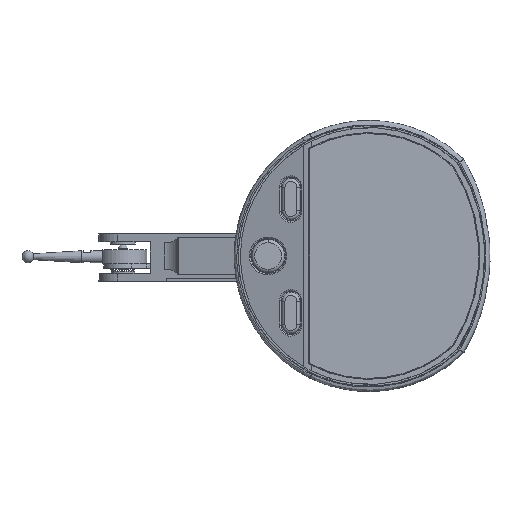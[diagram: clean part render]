
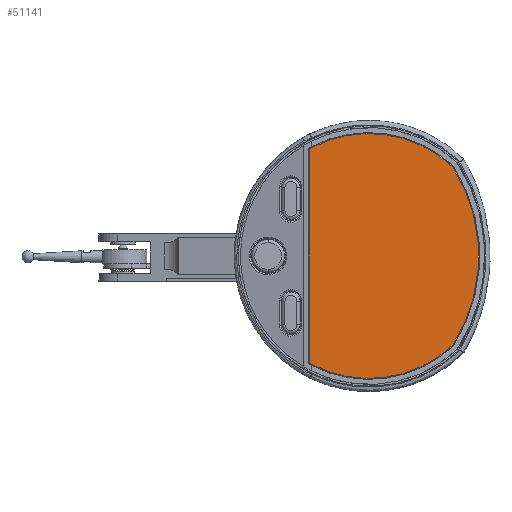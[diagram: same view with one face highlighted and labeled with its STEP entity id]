
A CAD part, front view. The second image highlights one B-rep face of the part: STEP entity #51141.
In plain terms, the highlighted planar face has unit normal (0, -1, 0).
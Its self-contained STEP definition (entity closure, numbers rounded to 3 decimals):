
#50749=CARTESIAN_POINT('',(19.3,-29.225,0.));
#50750=DIRECTION('',(0.,-1.,0.));
#50751=DIRECTION('',(-0.482,0.,-0.876));
#50752=AXIS2_PLACEMENT_3D('',#50749,#50750,#50751);
#50754=DIRECTION('',(0.,0.,-1.));
#50755=VECTOR('',#50754,35.843);
#50756=CARTESIAN_POINT('',(9.45,-29.225,17.921));
#50757=LINE('',#50756,#50755);
#50758=CARTESIAN_POINT('',(19.3,-29.225,0.));
#50759=DIRECTION('',(0.,-1.,0.));
#50760=DIRECTION('',(0.685,0.,0.728));
#50761=AXIS2_PLACEMENT_3D('',#50758,#50759,#50760);
#50763=CARTESIAN_POINT('',(9.9,-29.225,0.));
#50764=DIRECTION('',(0.,-1.,0.));
#50765=DIRECTION('',(0.844,0.,-0.537));
#50766=AXIS2_PLACEMENT_3D('',#50763,#50764,#50765);
#51016=CARTESIAN_POINT('',(9.45,-29.225,17.921));
#51017=CARTESIAN_POINT('',(9.45,-29.225,-17.921));
#51018=VERTEX_POINT('',#51016);
#51019=VERTEX_POINT('',#51017);
#51026=CARTESIAN_POINT('',(33.316,-29.225,
-14.891));
#51027=VERTEX_POINT('',#51026);
#51028=CARTESIAN_POINT('',(33.316,-29.225,
14.891));
#51029=VERTEX_POINT('',#51028);
#51126=CARTESIAN_POINT('',(19.3,-29.225,0.));
#51127=DIRECTION('',(0.,-1.,0.));
#51128=DIRECTION('',(0.,0.,-1.));
#51129=AXIS2_PLACEMENT_3D('',#51126,#51127,#51128);
#51130=PLANE('',#51129);
#51132=ORIENTED_EDGE('',*,*,#51131,.F.);
#51134=ORIENTED_EDGE('',*,*,#51133,.F.);
#51136=ORIENTED_EDGE('',*,*,#51135,.F.);
#51138=ORIENTED_EDGE('',*,*,#51137,.F.);
#51139=EDGE_LOOP('',(#51132,#51134,#51136,#51138));
#51140=FACE_OUTER_BOUND('',#51139,.F.);
#51141=ADVANCED_FACE('',(#51140),#51130,.T.);
#50753=CIRCLE('',#50752,20.45);
#50762=CIRCLE('',#50761,20.45);
#50767=CIRCLE('',#50766,27.75);
#51131=EDGE_CURVE('',#51019,#51027,#50753,.T.);
#51133=EDGE_CURVE('',#51018,#51019,#50757,.T.);
#51135=EDGE_CURVE('',#51029,#51018,#50762,.T.);
#51137=EDGE_CURVE('',#51027,#51029,#50767,.T.);
